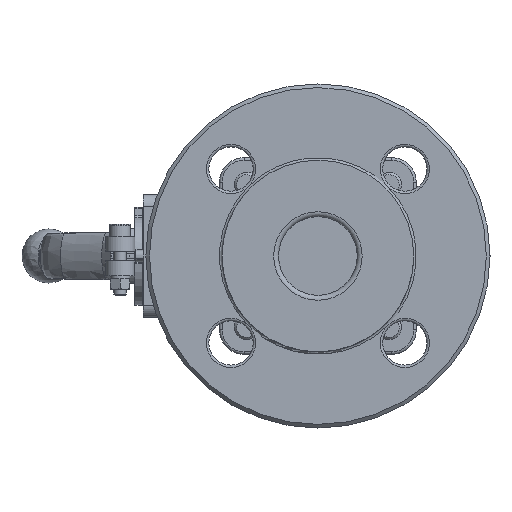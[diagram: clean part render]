
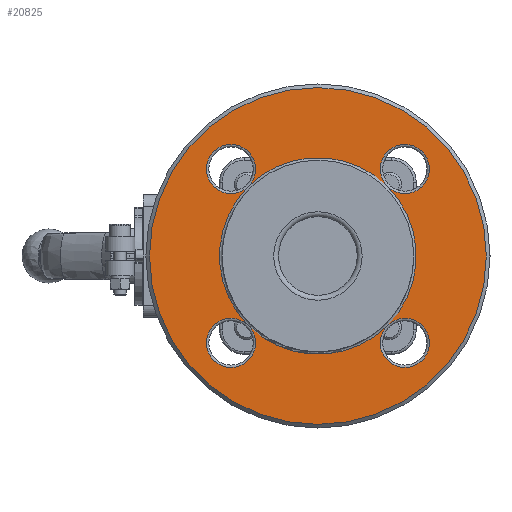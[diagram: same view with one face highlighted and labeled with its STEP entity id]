
A CAD part, left-side view. The second image highlights one B-rep face of the part: STEP entity #20825.
In plain terms, the highlighted planar face has unit normal (-1, 0, 0).
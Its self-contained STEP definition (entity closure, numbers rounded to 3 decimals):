
#27 = DIRECTION ( 'NONE',  ( 0., 0., 1. ) ) ;
#522 = EDGE_CURVE ( 'NONE', #20709, #20709, #19862, .T. ) ;
#1115 = VERTEX_POINT ( 'NONE', #3752 ) ;
#1598 = CARTESIAN_POINT ( 'NONE',  ( 2., -35.355, -35.355 ) ) ;
#1694 = VERTEX_POINT ( 'NONE', #29918 ) ;
#2323 = AXIS2_PLACEMENT_3D ( 'NONE', #7872, #3833, #8096 ) ;
#2525 = ORIENTED_EDGE ( 'NONE', *, *, #37117, .F. ) ;
#3584 = DIRECTION ( 'NONE',  ( 1., 0., 0. ) ) ;
#3587 = CARTESIAN_POINT ( 'NONE',  ( 2., 0., 0. ) ) ;
#3752 = CARTESIAN_POINT ( 'NONE',  ( 2., 28.284, -28.284 ) ) ;
#3833 = DIRECTION ( 'NONE',  ( -1., 0., 0. ) ) ;
#4330 = DIRECTION ( 'NONE',  ( 0., 0., 1. ) ) ;
#5738 = CIRCLE ( 'NONE', #41512, 40. ) ;
#5790 = VERTEX_POINT ( 'NONE', #27176 ) ;
#7412 = AXIS2_PLACEMENT_3D ( 'NONE', #39760, #3584, #27 ) ;
#7625 = FACE_OUTER_BOUND ( 'NONE', #21230, .T. ) ;
#7872 = CARTESIAN_POINT ( 'NONE',  ( 2., 53.75, 0. ) ) ;
#8096 = DIRECTION ( 'NONE',  ( 0., 0., 1. ) ) ;
#9438 = CIRCLE ( 'NONE', #36076, 68.5 ) ;
#10773 = DIRECTION ( 'NONE',  ( 0., -1., 0. ) ) ;
#10779 = VERTEX_POINT ( 'NONE', #30696 ) ;
#11071 = CARTESIAN_POINT ( 'NONE',  ( 2., -35.355, 35.355 ) ) ;
#11190 = DIRECTION ( 'NONE',  ( 0., -1., 0. ) ) ;
#11534 = CIRCLE ( 'NONE', #15342, 10. ) ;
#12072 = EDGE_CURVE ( 'NONE', #1115, #1115, #36315, .T. ) ;
#12518 = DIRECTION ( 'NONE',  ( 0., 0., 1. ) ) ;
#14204 = CARTESIAN_POINT ( 'NONE',  ( 2., 0., 0. ) ) ;
#14586 = CARTESIAN_POINT ( 'NONE',  ( 2., 0., 0. ) ) ;
#14764 = PLANE ( 'NONE',  #2323 ) ;
#15342 = AXIS2_PLACEMENT_3D ( 'NONE', #1598, #29849, #12518 ) ;
#17581 = AXIS2_PLACEMENT_3D ( 'NONE', #11071, #25543, #40116 ) ;
#17977 = DIRECTION ( 'NONE',  ( 0., -1., 0. ) ) ;
#18119 = DIRECTION ( 'NONE',  ( -1., 0., 0. ) ) ;
#18139 = DIRECTION ( 'NONE',  ( 0., -1., 0. ) ) ;
#18331 = CARTESIAN_POINT ( 'NONE',  ( 2., 35.355, 35.355 ) ) ;
#19097 = DIRECTION ( 'NONE',  ( 0., 1., 0. ) ) ;
#19862 = CIRCLE ( 'NONE', #46538, 10. ) ;
#19887 = ORIENTED_EDGE ( 'NONE', *, *, #522, .T. ) ;
#20349 = ORIENTED_EDGE ( 'NONE', *, *, #25670, .F. ) ;
#20709 = VERTEX_POINT ( 'NONE', #39539 ) ;
#20825 = ADVANCED_FACE ( 'NONE', ( #7625, #43605 ), #14764, .T. ) ;
#21230 = EDGE_LOOP ( 'NONE', ( #20349 ) ) ;
#21236 = CARTESIAN_POINT ( 'NONE',  ( 2., 0., 0. ) ) ;
#21252 = AXIS2_PLACEMENT_3D ( 'NONE', #21236, #46780, #18139 ) ;
#22295 = EDGE_CURVE ( 'NONE', #1694, #1694, #36626, .T. ) ;
#22403 = ORIENTED_EDGE ( 'NONE', *, *, #45320, .T. ) ;
#22602 = DIRECTION ( 'NONE',  ( 1., 0., 0. ) ) ;
#22976 = CIRCLE ( 'NONE', #35176, 40. ) ;
#23524 = CIRCLE ( 'NONE', #21252, 40. ) ;
#24696 = DIRECTION ( 'NONE',  ( -1., 0., 0. ) ) ;
#25543 = DIRECTION ( 'NONE',  ( 1., 0., 0. ) ) ;
#25670 = EDGE_CURVE ( 'NONE', #5790, #5790, #9438, .T. ) ;
#26464 = DIRECTION ( 'NONE',  ( 1., 0., 0. ) ) ;
#27176 = CARTESIAN_POINT ( 'NONE',  ( 2., 68.5, 0. ) ) ;
#27322 = ORIENTED_EDGE ( 'NONE', *, *, #12072, .T. ) ;
#29623 = DIRECTION ( 'NONE',  ( -1., 0., 0. ) ) ;
#29849 = DIRECTION ( 'NONE',  ( 1., 0., 0. ) ) ;
#29918 = CARTESIAN_POINT ( 'NONE',  ( 2., -28.284, 28.284 ) ) ;
#30696 = CARTESIAN_POINT ( 'NONE',  ( 2., -28.284, -28.284 ) ) ;
#33628 = ORIENTED_EDGE ( 'NONE', *, *, #39893, .F. ) ;
#34306 = EDGE_CURVE ( 'NONE', #1115, #10779, #22976, .T. ) ;
#35176 = AXIS2_PLACEMENT_3D ( 'NONE', #3587, #24696, #11190 ) ;
#36076 = AXIS2_PLACEMENT_3D ( 'NONE', #37473, #26464, #19097 ) ;
#36315 = CIRCLE ( 'NONE', #7412, 10. ) ;
#36626 = CIRCLE ( 'NONE', #17581, 10. ) ;
#37117 = EDGE_CURVE ( 'NONE', #10779, #1694, #5738, .T. ) ;
#37473 = CARTESIAN_POINT ( 'NONE',  ( 2., 0., 0. ) ) ;
#38485 = CIRCLE ( 'NONE', #44612, 40. ) ;
#39539 = CARTESIAN_POINT ( 'NONE',  ( 2., 28.284, 28.284 ) ) ;
#39760 = CARTESIAN_POINT ( 'NONE',  ( 2., 35.355, -35.355 ) ) ;
#39893 = EDGE_CURVE ( 'NONE', #1694, #20709, #38485, .T. ) ;
#40116 = DIRECTION ( 'NONE',  ( 0., 0., 1. ) ) ;
#41512 = AXIS2_PLACEMENT_3D ( 'NONE', #14204, #29623, #17977 ) ;
#41964 = EDGE_LOOP ( 'NONE', ( #33628, #43494, #2525, #22403, #44159, #27322, #42275, #19887 ) ) ;
#42275 = ORIENTED_EDGE ( 'NONE', *, *, #44438, .F. ) ;
#43494 = ORIENTED_EDGE ( 'NONE', *, *, #22295, .T. ) ;
#43605 = FACE_BOUND ( 'NONE', #41964, .T. ) ;
#44159 = ORIENTED_EDGE ( 'NONE', *, *, #34306, .F. ) ;
#44438 = EDGE_CURVE ( 'NONE', #20709, #1115, #23524, .T. ) ;
#44612 = AXIS2_PLACEMENT_3D ( 'NONE', #14586, #18119, #10773 ) ;
#45320 = EDGE_CURVE ( 'NONE', #10779, #10779, #11534, .T. ) ;
#46538 = AXIS2_PLACEMENT_3D ( 'NONE', #18331, #22602, #4330 ) ;
#46780 = DIRECTION ( 'NONE',  ( -1., 0., 0. ) ) ;
